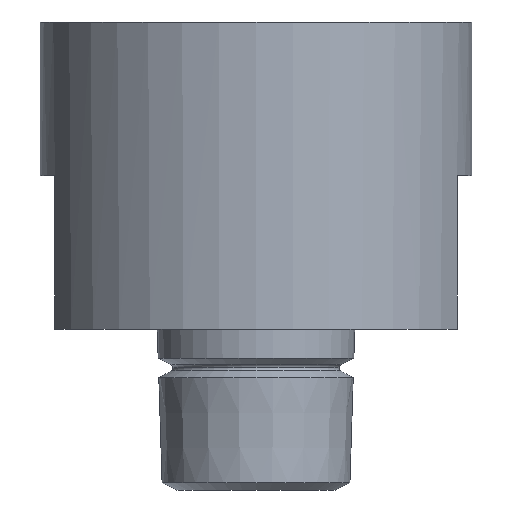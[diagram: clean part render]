
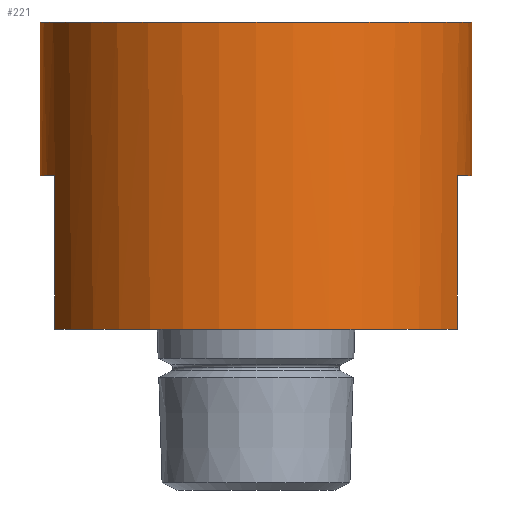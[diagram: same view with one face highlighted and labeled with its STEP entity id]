
A CAD part, front view. The second image highlights one B-rep face of the part: STEP entity #221.
In plain terms, the highlighted cylindrical face has radius 14.75 mm (diameter 29.5 mm), a partial arc.
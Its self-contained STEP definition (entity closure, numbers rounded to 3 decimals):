
#42 = VERTEX_POINT ( 'NONE', #400 ) ;
#182 = VERTEX_POINT ( 'NONE', #725 ) ;
#185 = EDGE_CURVE ( 'NONE', #42, #297, #578, .T. ) ;
#190 = EDGE_CURVE ( 'NONE', #42, #225, #580, .T. ) ;
#191 = ORIENTED_EDGE ( 'NONE', *, *, #192, .F. ) ;
#192 = EDGE_CURVE ( 'NONE', #193, #225, #682, .T. ) ;
#193 = VERTEX_POINT ( 'NONE', #678 ) ;
#194 = ORIENTED_EDGE ( 'NONE', *, *, #195, .T. ) ;
#195 = EDGE_CURVE ( 'NONE', #193, #196, #652, .T. ) ;
#196 = VERTEX_POINT ( 'NONE', #648 ) ;
#197 = ORIENTED_EDGE ( 'NONE', *, *, #199, .T. ) ;
#199 = EDGE_CURVE ( 'NONE', #196, #200, #641, .T. ) ;
#200 = VERTEX_POINT ( 'NONE', #637 ) ;
#201 = ORIENTED_EDGE ( 'NONE', *, *, #202, .T. ) ;
#202 = EDGE_CURVE ( 'NONE', #200, #182, #567, .T. ) ;
#203 = ORIENTED_EDGE ( 'NONE', *, *, #304, .T. ) ;
#204 = ORIENTED_EDGE ( 'NONE', *, *, #280, .F. ) ;
#221 = ADVANCED_FACE ( 'NONE', ( #692 ), #691, .T. ) ;
#222 = EDGE_LOOP ( 'NONE', ( #223, #224, #191, #194, #197, #201, #203, #204 ) ) ;
#223 = ORIENTED_EDGE ( 'NONE', *, *, #185, .F. ) ;
#224 = ORIENTED_EDGE ( 'NONE', *, *, #190, .T. ) ;
#225 = VERTEX_POINT ( 'NONE', #690 ) ;
#280 = EDGE_CURVE ( 'NONE', #297, #298, #783, .T. ) ;
#297 = VERTEX_POINT ( 'NONE', #773 ) ;
#298 = VERTEX_POINT ( 'NONE', #772 ) ;
#304 = EDGE_CURVE ( 'NONE', #182, #298, #764, .T. ) ;
#400 = CARTESIAN_POINT ( 'NONE',  ( -14.75, 0., 5.5 ) ) ;
#563 = DIRECTION ( 'NONE',  ( 1., 0., 0. ) ) ;
#564 = DIRECTION ( 'NONE',  ( 0., 0., 1. ) ) ;
#565 = CARTESIAN_POINT ( 'NONE',  ( 0., 0., 5.5 ) ) ;
#566 = AXIS2_PLACEMENT_3D ( 'NONE', #565, #564, #563 ) ;
#567 = CIRCLE ( 'NONE', #566, 14.75 ) ;
#569 = DIRECTION ( 'NONE',  ( 0., 0., 1. ) ) ;
#570 = VECTOR ( 'NONE', #569, 1000. ) ;
#571 = CARTESIAN_POINT ( 'NONE',  ( -14.75, 0., 16. ) ) ;
#578 = LINE ( 'NONE', #571, #570 ) ;
#579 = AXIS2_PLACEMENT_3D ( 'NONE', #685, #684, #683 ) ;
#580 = CIRCLE ( 'NONE', #579, 14.75 ) ;
#637 = CARTESIAN_POINT ( 'NONE',  ( 13.755, -5.327, 5.5 ) ) ;
#638 = DIRECTION ( 'NONE',  ( 0., 0., 1. ) ) ;
#639 = VECTOR ( 'NONE', #638, 1000. ) ;
#640 = CARTESIAN_POINT ( 'NONE',  ( 13.755, -5.327, -16. ) ) ;
#641 = LINE ( 'NONE', #640, #639 ) ;
#648 = CARTESIAN_POINT ( 'NONE',  ( 13.755, -5.327, -5. ) ) ;
#649 = DIRECTION ( 'NONE',  ( 1., 0., 0. ) ) ;
#650 = DIRECTION ( 'NONE',  ( 0., 0., 1. ) ) ;
#651 = AXIS2_PLACEMENT_3D ( 'NONE', #677, #650, #649 ) ;
#652 = CIRCLE ( 'NONE', #651, 14.75 ) ;
#677 = CARTESIAN_POINT ( 'NONE',  ( 0., 0., -5. ) ) ;
#678 = CARTESIAN_POINT ( 'NONE',  ( -13.755, -5.327, -5. ) ) ;
#679 = DIRECTION ( 'NONE',  ( 0., 0., 1. ) ) ;
#680 = VECTOR ( 'NONE', #679, 1000. ) ;
#681 = CARTESIAN_POINT ( 'NONE',  ( -13.755, -5.327, -16. ) ) ;
#682 = LINE ( 'NONE', #681, #680 ) ;
#683 = DIRECTION ( 'NONE',  ( 1., 0., 0. ) ) ;
#684 = DIRECTION ( 'NONE',  ( 0., 0., 1. ) ) ;
#685 = CARTESIAN_POINT ( 'NONE',  ( 0., 0., 5.5 ) ) ;
#686 = DIRECTION ( 'NONE',  ( 1., 0., 0. ) ) ;
#687 = DIRECTION ( 'NONE',  ( 0., 0., 1. ) ) ;
#688 = CARTESIAN_POINT ( 'NONE',  ( 0., 0., 16. ) ) ;
#689 = AXIS2_PLACEMENT_3D ( 'NONE', #688, #687, #686 ) ;
#690 = CARTESIAN_POINT ( 'NONE',  ( -13.755, -5.327, 5.5 ) ) ;
#691 = CYLINDRICAL_SURFACE ( 'NONE', #689, 14.75 ) ;
#692 = FACE_OUTER_BOUND ( 'NONE', #222, .T. ) ;
#725 = CARTESIAN_POINT ( 'NONE',  ( 14.75, 0., 5.5 ) ) ;
#761 = DIRECTION ( 'NONE',  ( 0., 0., 1. ) ) ;
#762 = VECTOR ( 'NONE', #761, 1000. ) ;
#763 = CARTESIAN_POINT ( 'NONE',  ( 14.75, 0., 16. ) ) ;
#764 = LINE ( 'NONE', #763, #762 ) ;
#772 = CARTESIAN_POINT ( 'NONE',  ( 14.75, 0., 16. ) ) ;
#773 = CARTESIAN_POINT ( 'NONE',  ( -14.75, 0., 16. ) ) ;
#783 = CIRCLE ( 'NONE', #884, 14.75 ) ;
#881 = DIRECTION ( 'NONE',  ( 1., 0., 0. ) ) ;
#882 = DIRECTION ( 'NONE',  ( 0., 0., 1. ) ) ;
#883 = CARTESIAN_POINT ( 'NONE',  ( 0., 0., 16. ) ) ;
#884 = AXIS2_PLACEMENT_3D ( 'NONE', #883, #882, #881 ) ;
